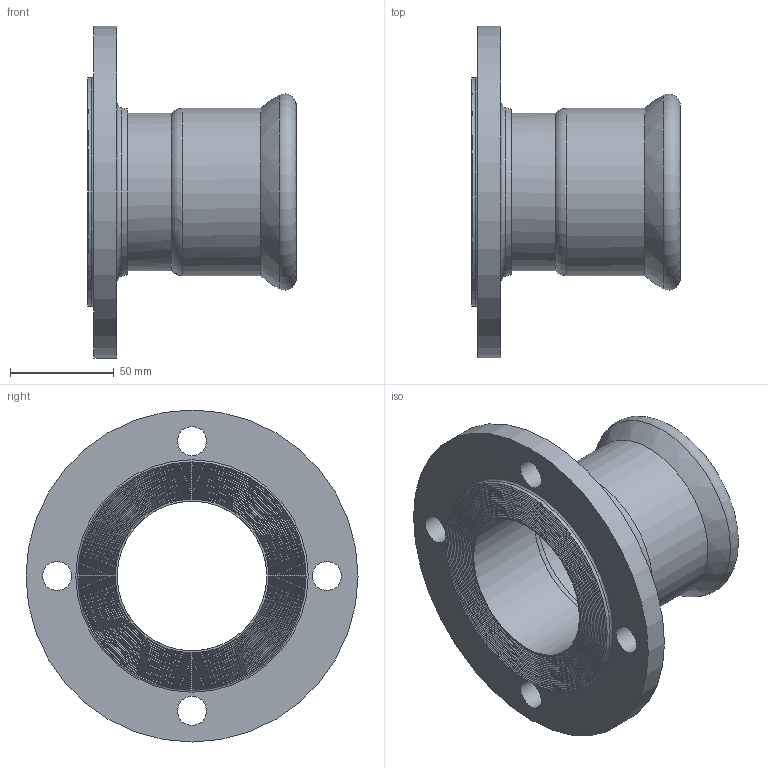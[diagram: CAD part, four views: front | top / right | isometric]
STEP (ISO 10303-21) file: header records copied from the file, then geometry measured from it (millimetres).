
FILE_DESCRIPTION(/* description */ ('MANICOTTO Ø76,1 CON FLANGIA PN6'),/* implementation_level */ '2;1');
FILE_NAME(/* name */ '193076002_Inoxpres.stp',/* time_stamp */ '2022-10-12T13:31:13+02:00',/* author */ ('Vault'),/* organization */ ('Raccorderie metalliche s.p.a. '),/* preprocessor_version */ 'ST-DEVELOPER v18.1',/* originating_system */ 'Autodesk Inventor 2020',/* authorisation */ 'Raccorderie metalliche s.p.a. ');
FILE_SCHEMA (('AUTOMOTIVE_DESIGN { 1 0 10303 214 3 1 1 }'));
Length unit declared in the file: millimetre
Products named in the file (1): 193076002_Inoxpres
Bounding box: 100.5 x 160 x 160 mm (x, y, z)
Volume: 250192.4 mm3; surface area: 88740.3 mm2
Topology: 1 solids, 1 shells, 63 faces, 200 edges, 142 vertices
Faces by surface type: cone 38, cylinder 12, torus 7, plane 5, bspline 1
Full cylindrical faces by diameter (mm): 14 x4, 72.1 x1, 76.1 x1, 76.7 x1, 78.5 x2, 80.7 x1, 110 x1, 160 x1
Entity records: 2435 total; most frequent: DIRECTION 476, CARTESIAN_POINT 432, ORIENTED_EDGE 400, AXIS2_PLACEMENT_3D 213, EDGE_CURVE 200, CIRCLE 150, VERTEX_POINT 142, EDGE_LOOP 76
